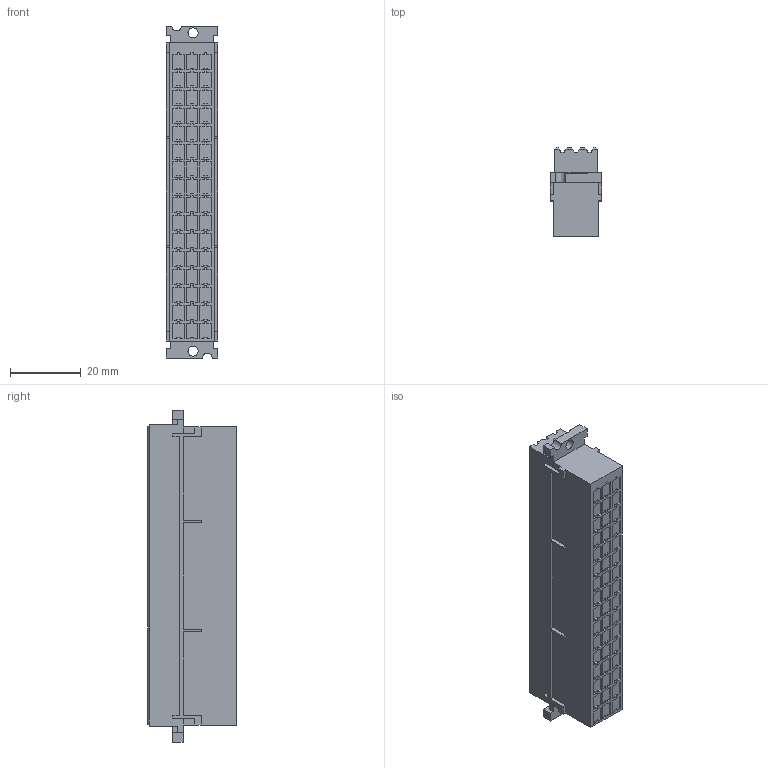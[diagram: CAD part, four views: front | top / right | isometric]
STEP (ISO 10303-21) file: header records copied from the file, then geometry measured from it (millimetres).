
FILE_DESCRIPTION(/* description */ (''),/* implementation_level */ '2;1');
FILE_NAME(/* name */ '100072908ugm000_b.stp',/* time_stamp */ '2015-09-02T07:41:47+02:00',/* author */ (''),/* organization */ (''),/* preprocessor_version */ 'ST-DEVELOPER v15',/* originating_system */ 'SIEMENS PLM Software NX 8.5',/* authorisation */ '');
FILE_SCHEMA (('AUTOMOTIVE_DESIGN { 1 0 10303 214 3 1 1 1 }'));
Length unit declared in the file: millimetre
Products named in the file (1): 100072908ugm000_b
Bounding box: 14.7 x 25.15 x 93.9 mm (x, y, z)
Volume: 26277 mm3; surface area: 8657.6 mm2
Topology: 1 solids, 1 shells, 1424 faces, 4112 edges, 2738 vertices
Faces by surface type: plane 1420, cylinder 4
Full cylindrical faces by diameter (mm): 2.88 x2
Entity records: 45795 total; most frequent: CARTESIAN_POINT 8273, ORIENTED_EDGE 8220, DIRECTION 6969, EDGE_CURVE 4110, LINE 4101, VECTOR 4101, VERTEX_POINT 2738, EDGE_LOOP 1478
